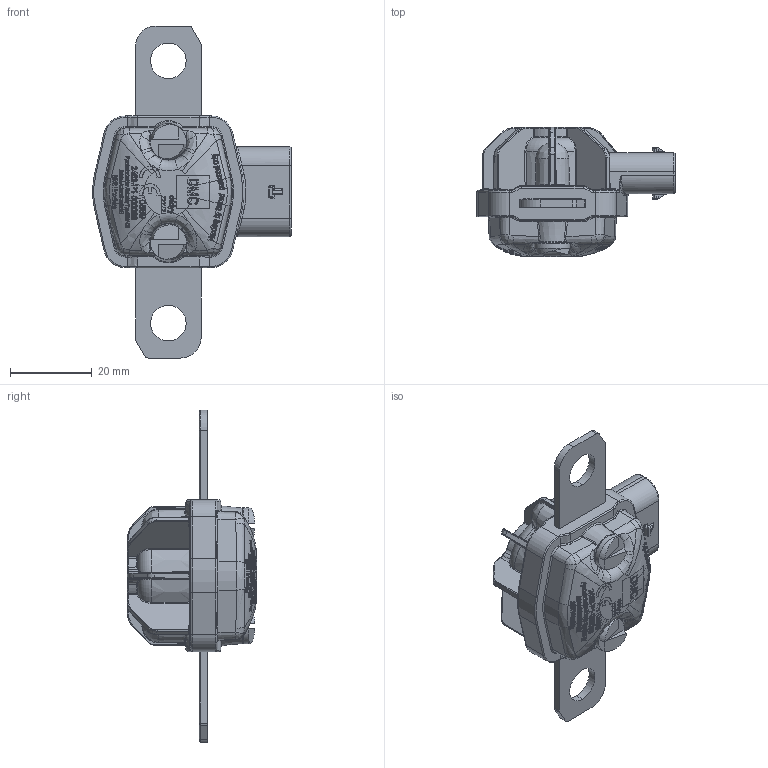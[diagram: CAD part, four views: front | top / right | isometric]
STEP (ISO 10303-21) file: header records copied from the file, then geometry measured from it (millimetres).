
FILE_DESCRIPTION((''),'2;1');
FILE_NAME('77200753_KZ','2022-02-02T07:44:34',('minterho'),(''),'CREO PARAMETRIC BY PTC INC, 2018500','CREO PARAMETRIC BY PTC INC, 2018500','');
FILE_SCHEMA(('AP242_MANAGED_MODEL_BASED_3D_ENGINEERING_MIM_LF { 1 0 10303 442 1 1 4 }'));
Products named in the file (1): 77200753_KZ
Bounding box: 48.45 x 31.5 x 81 mm (x, y, z)
Volume: 24464.5 mm3; surface area: 10197.9 mm2
Topology: 1 solids, 1 shells, 4064 faces, 10499 edges, 6620 vertices
Faces by surface type: bspline 1247, extrusion 1142, plane 999, cylinder 333, torus 165, sphere 120, cone 58
Entity records: 252438 total; most frequent: CARTESIAN_POINT 104627, ORIENTED_EDGE 20998, PRESENTATION_STYLE_ASSIGNMENT 15700, STYLED_ITEM 11642, CURVE_STYLE 11641, DIRECTION 10640, EDGE_CURVE 10499, B_SPLINE_CURVE_WITH_KNOTS 6844
